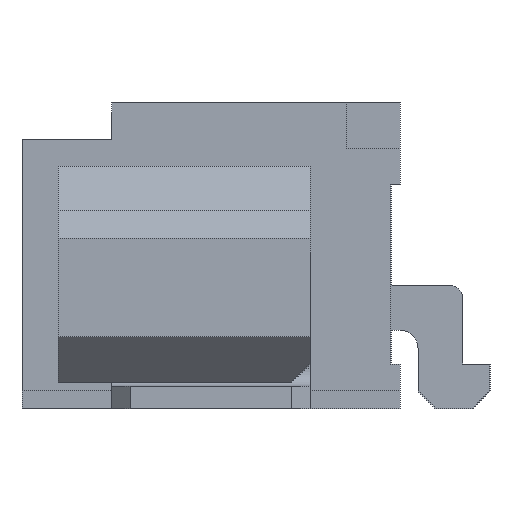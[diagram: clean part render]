
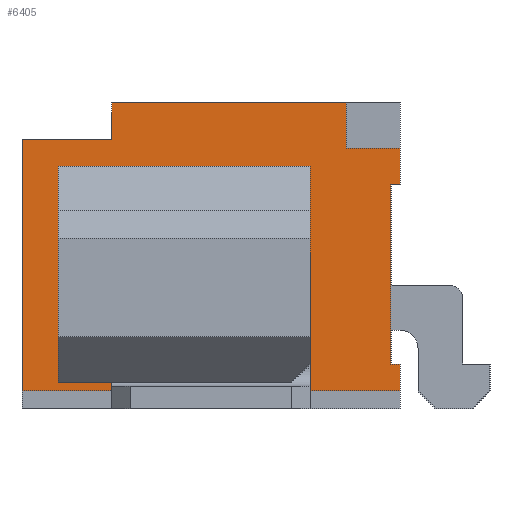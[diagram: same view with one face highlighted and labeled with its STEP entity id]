
A CAD part, left-side view. The second image highlights one B-rep face of the part: STEP entity #6405.
In plain terms, the highlighted planar face has unit normal (-1, 0, 0).
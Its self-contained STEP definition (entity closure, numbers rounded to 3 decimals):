
#105=DIRECTION('',(0.,0.,1.));
#106=VECTOR('',#105,0.3);
#107=CARTESIAN_POINT('',(-7.125,-3.225,-1.6));
#108=LINE('',#107,#106);
#249=DIRECTION('',(0.,0.,1.));
#250=VECTOR('',#249,0.4);
#251=CARTESIAN_POINT('',(-7.125,-3.225,0.7));
#252=LINE('',#251,#250);
#253=DIRECTION('',(0.,0.,1.));
#254=VECTOR('',#253,2.4);
#255=CARTESIAN_POINT('',(-7.125,-2.225,-1.5));
#256=LINE('',#255,#254);
#257=DIRECTION('',(0.,-1.,0.));
#258=VECTOR('',#257,2.8);
#259=CARTESIAN_POINT('',(-7.125,0.575,0.9));
#260=LINE('',#259,#258);
#261=DIRECTION('',(0.,0.,1.));
#262=VECTOR('',#261,2.4);
#263=CARTESIAN_POINT('',(-7.125,0.575,-1.5));
#264=LINE('',#263,#262);
#265=DIRECTION('',(0.,-1.,0.));
#266=VECTOR('',#265,2.8);
#267=CARTESIAN_POINT('',(-7.125,0.575,-1.5));
#268=LINE('',#267,#266);
#269=DIRECTION('',(0.,1.,0.));
#270=VECTOR('',#269,0.6);
#271=CARTESIAN_POINT('',(-7.125,-3.225,1.1));
#272=LINE('',#271,#270);
#273=DIRECTION('',(0.,1.,0.));
#274=VECTOR('',#273,0.1);
#275=CARTESIAN_POINT('',(-7.125,-3.225,0.7));
#276=LINE('',#275,#274);
#277=DIRECTION('',(0.,0.,1.));
#278=VECTOR('',#277,2.);
#279=CARTESIAN_POINT('',(-7.125,-3.125,-1.3));
#280=LINE('',#279,#278);
#281=DIRECTION('',(0.,1.,0.));
#282=VECTOR('',#281,0.1);
#283=CARTESIAN_POINT('',(-7.125,-3.225,-1.3));
#284=LINE('',#283,#282);
#285=DIRECTION('',(0.,-1.,0.));
#286=VECTOR('',#285,4.2);
#287=CARTESIAN_POINT('',(-7.125,0.975,-1.6));
#288=LINE('',#287,#286);
#289=DIRECTION('',(0.,0.,1.));
#290=VECTOR('',#289,2.8);
#291=CARTESIAN_POINT('',(-7.125,0.975,-1.6));
#292=LINE('',#291,#290);
#293=DIRECTION('',(0.,-1.,0.));
#294=VECTOR('',#293,1.);
#295=CARTESIAN_POINT('',(-7.125,0.975,1.2));
#296=LINE('',#295,#294);
#297=DIRECTION('',(0.,0.,-1.));
#298=VECTOR('',#297,0.4);
#299=CARTESIAN_POINT('',(-7.125,-0.025,1.6));
#300=LINE('',#299,#298);
#301=DIRECTION('',(0.,0.,-1.));
#302=VECTOR('',#301,0.5);
#303=CARTESIAN_POINT('',(-7.125,-2.625,1.6));
#304=LINE('',#303,#302);
#1318=DIRECTION('',(0.,-1.,0.));
#1319=VECTOR('',#1318,2.6);
#1320=CARTESIAN_POINT('',(-7.125,-0.025,1.6));
#1321=LINE('',#1320,#1319);
#4659=CARTESIAN_POINT('',(-7.125,-0.025,1.6));
#4661=VERTEX_POINT('',#4659);
#4671=CARTESIAN_POINT('',(-7.125,0.975,1.2));
#4672=CARTESIAN_POINT('',(-7.125,-0.025,1.2));
#4673=VERTEX_POINT('',#4671);
#4674=VERTEX_POINT('',#4672);
#4719=CARTESIAN_POINT('',(-7.125,-2.225,-1.5));
#4720=CARTESIAN_POINT('',(-7.125,-2.225,0.9));
#4721=VERTEX_POINT('',#4719);
#4722=VERTEX_POINT('',#4720);
#4723=CARTESIAN_POINT('',(-7.125,0.575,0.9));
#4724=VERTEX_POINT('',#4723);
#4725=CARTESIAN_POINT('',(-7.125,0.575,-1.5));
#4726=VERTEX_POINT('',#4725);
#4907=CARTESIAN_POINT('',(-7.125,-3.225,-1.3));
#4908=CARTESIAN_POINT('',(-7.125,-3.125,-1.3));
#4909=VERTEX_POINT('',#4907);
#4910=VERTEX_POINT('',#4908);
#4911=CARTESIAN_POINT('',(-7.125,-3.125,0.7));
#4912=VERTEX_POINT('',#4911);
#4913=CARTESIAN_POINT('',(-7.125,-3.225,0.7));
#4914=VERTEX_POINT('',#4913);
#5013=CARTESIAN_POINT('',(-7.125,-2.625,1.6));
#5014=VERTEX_POINT('',#5013);
#5015=CARTESIAN_POINT('',(-7.125,-3.225,1.1));
#5016=CARTESIAN_POINT('',(-7.125,-2.625,1.1));
#5017=VERTEX_POINT('',#5015);
#5018=VERTEX_POINT('',#5016);
#5391=CARTESIAN_POINT('',(-7.125,0.975,-1.6));
#5392=CARTESIAN_POINT('',(-7.125,-3.225,-1.6));
#5393=VERTEX_POINT('',#5391);
#5394=VERTEX_POINT('',#5392);
#6367=CARTESIAN_POINT('',(-7.125,0.975,-1.8));
#6368=DIRECTION('',(-1.,0.,0.));
#6369=DIRECTION('',(0.,-1.,0.));
#6370=AXIS2_PLACEMENT_3D('',#6367,#6368,#6369);
#6371=PLANE('',#6370);
#6373=ORIENTED_EDGE('',*,*,#6372,.F.);
#6374=ORIENTED_EDGE('',*,*,#6347,.F.);
#6376=ORIENTED_EDGE('',*,*,#6375,.T.);
#6378=ORIENTED_EDGE('',*,*,#6377,.F.);
#6379=ORIENTED_EDGE('',*,*,#6357,.F.);
#6380=ORIENTED_EDGE('',*,*,#6243,.F.);
#6382=ORIENTED_EDGE('',*,*,#6381,.F.);
#6384=ORIENTED_EDGE('',*,*,#6383,.T.);
#6386=ORIENTED_EDGE('',*,*,#6385,.T.);
#6388=ORIENTED_EDGE('',*,*,#6387,.F.);
#6390=ORIENTED_EDGE('',*,*,#6389,.T.);
#6392=ORIENTED_EDGE('',*,*,#6391,.T.);
#6393=EDGE_LOOP('',(#6373,#6374,#6376,#6378,#6379,#6380,#6382,#6384,#6386,#6388,
#6390,#6392));
#6394=FACE_OUTER_BOUND('',#6393,.F.);
#6396=ORIENTED_EDGE('',*,*,#6395,.T.);
#6398=ORIENTED_EDGE('',*,*,#6397,.F.);
#6400=ORIENTED_EDGE('',*,*,#6399,.F.);
#6402=ORIENTED_EDGE('',*,*,#6401,.T.);
#6403=EDGE_LOOP('',(#6396,#6398,#6400,#6402));
#6404=FACE_BOUND('',#6403,.F.);
#6405=ADVANCED_FACE('',(#6394,#6404),#6371,.T.);
#6243=EDGE_CURVE('',#5394,#4909,#108,.T.);
#6347=EDGE_CURVE('',#4914,#5017,#252,.T.);
#6357=EDGE_CURVE('',#4909,#4910,#284,.T.);
#6372=EDGE_CURVE('',#5017,#5018,#272,.T.);
#6375=EDGE_CURVE('',#4914,#4912,#276,.T.);
#6377=EDGE_CURVE('',#4910,#4912,#280,.T.);
#6381=EDGE_CURVE('',#5393,#5394,#288,.T.);
#6383=EDGE_CURVE('',#5393,#4673,#292,.T.);
#6385=EDGE_CURVE('',#4673,#4674,#296,.T.);
#6387=EDGE_CURVE('',#4661,#4674,#300,.T.);
#6389=EDGE_CURVE('',#4661,#5014,#1321,.T.);
#6391=EDGE_CURVE('',#5014,#5018,#304,.T.);
#6395=EDGE_CURVE('',#4721,#4722,#256,.T.);
#6397=EDGE_CURVE('',#4724,#4722,#260,.T.);
#6399=EDGE_CURVE('',#4726,#4724,#264,.T.);
#6401=EDGE_CURVE('',#4726,#4721,#268,.T.);
